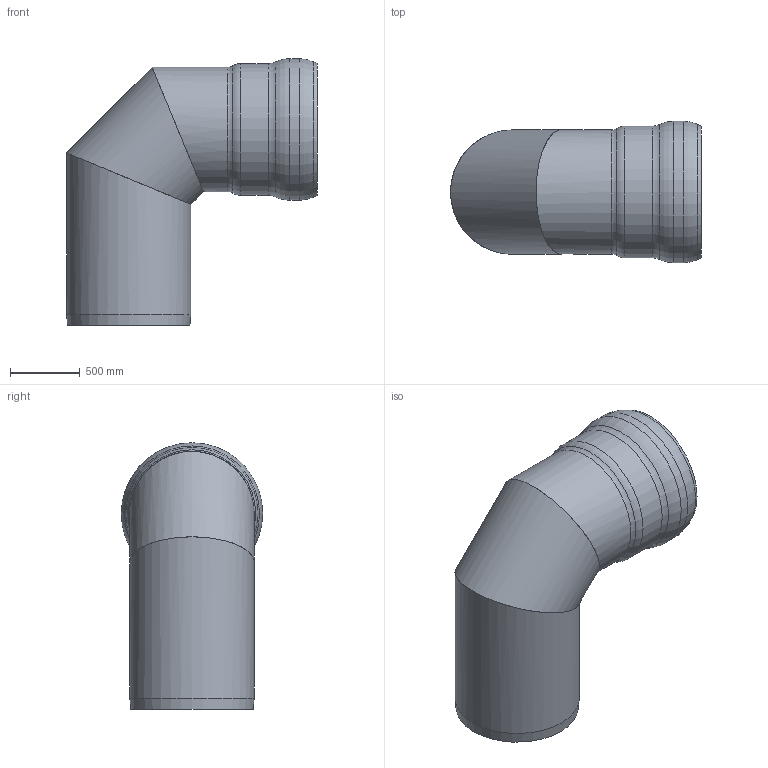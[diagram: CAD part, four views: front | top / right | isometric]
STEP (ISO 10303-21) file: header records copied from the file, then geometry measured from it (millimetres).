
FILE_DESCRIPTION(/* description */ (''),/* implementation_level */ '2;1');
FILE_NAME(/* name */ '5.500.080C_3D.stp',/* time_stamp */ '2024-12-11T11:53:57+01:00',/* author */ ('CAD'),/* organization */ (''),/* preprocessor_version */ 'ST-DEVELOPER v20',/* originating_system */ 'AutoCAD Mechanical',/* authorisation */ '');
FILE_SCHEMA (('AUTOMOTIVE_DESIGN { 1 0 10303 214 3 1 1 }'));
Length unit declared in the file: centimetre
Products named in the file (1): Product
Bounding box: 1794.5 x 1012 x 1906.62 mm (x, y, z)
Volume: 86405331.8 mm3; surface area: 14612092.6 mm2
Topology: 3 solids, 3 shells, 30 faces, 70 edges, 47 vertices
Faces by surface type: cylinder 10, torus 10, cone 6, plane 4
Full cylindrical faces by diameter (mm): 865 x3, 889 x3, 918 x1, 942 x1, 988 x1, 1012 x1
Entity records: 929 total; most frequent: DIRECTION 183, CARTESIAN_POINT 148, ORIENTED_EDGE 134, AXIS2_PLACEMENT_3D 82, EDGE_CURVE 67, CIRCLE 43, VERTEX_POINT 41, EDGE_LOOP 34
